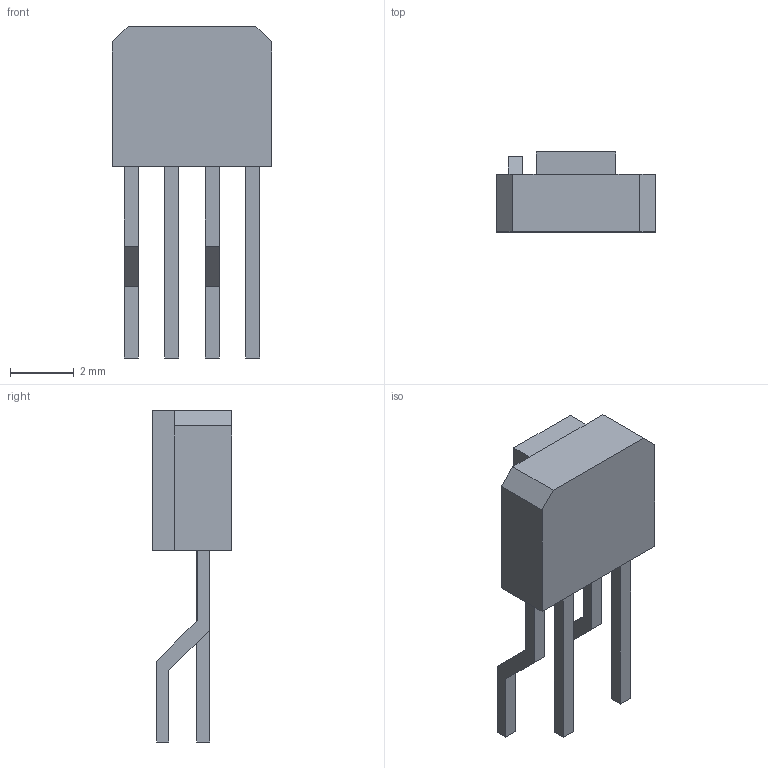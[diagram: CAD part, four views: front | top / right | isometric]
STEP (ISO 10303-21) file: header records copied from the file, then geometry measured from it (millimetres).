
FILE_DESCRIPTION(('FreeCAD Model'),'2;1');
FILE_NAME( 'Sharp_IS471F.step', '2018-01-27T19:15:59',('kicad StepUp'),('ksu MCAD'), 'Open CASCADE STEP processor 6.8','FreeCAD','Unknown');
FILE_SCHEMA(('AUTOMOTIVE_DESIGN_CC2 { 1 2 10303 214 -1 1 5 4 }'));
Length unit declared in the file: millimetre
Products named in the file (1): Sharp_IS471F
Bounding box: 5 x 2.5 x 10.4 mm (x, y, z)
Volume: 51.4 mm3; surface area: 128.7 mm2
Topology: 1 solids, 1 shells, 42 faces, 104 edges, 68 vertices
Faces by surface type: plane 42
Entity records: 846 total; most frequent: ORIENTED_EDGE 158, EDGE_CURVE 104, LINE 102, CARTESIAN_POINT 77, VERTEX_POINT 68, FACE_BOUND 46, EDGE_LOOP 46, AXIS2_PLACEMENT_3D 42
